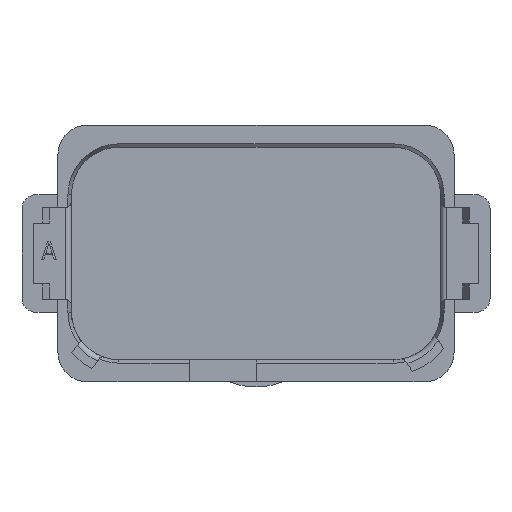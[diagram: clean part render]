
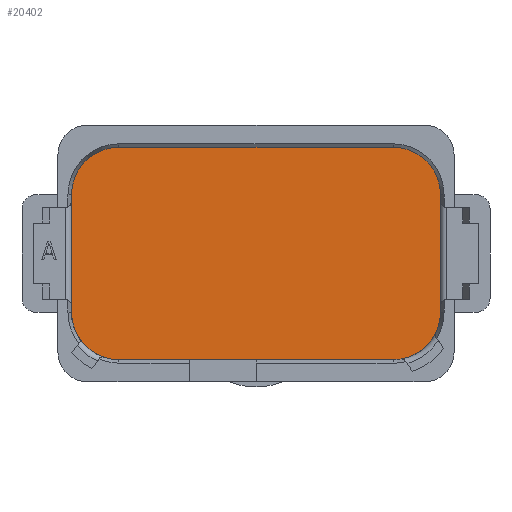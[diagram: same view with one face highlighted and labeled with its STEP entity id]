
A CAD part, front view. The second image highlights one B-rep face of the part: STEP entity #20402.
In plain terms, the highlighted planar face has unit normal (0, -1, 0).
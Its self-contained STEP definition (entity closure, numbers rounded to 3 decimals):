
#1400=CARTESIAN_POINT('',(-11.85,24.5,-5.075));
#1401=DIRECTION('',(0.,1.,0.));
#1402=DIRECTION('',(0.,0.,-1.));
#1403=AXIS2_PLACEMENT_3D('',#1400,#1401,#1402);
#1405=DIRECTION('',(0.,0.,1.));
#1406=VECTOR('',#1405,10.15);
#1407=CARTESIAN_POINT('',(-15.95,24.5,-5.075));
#1408=LINE('',#1407,#1406);
#1409=CARTESIAN_POINT('',(-11.85,24.5,5.075));
#1410=DIRECTION('',(0.,1.,0.));
#1411=DIRECTION('',(-1.,0.,0.));
#1412=AXIS2_PLACEMENT_3D('',#1409,#1410,#1411);
#1414=DIRECTION('',(1.,0.,0.));
#1415=VECTOR('',#1414,23.7);
#1416=CARTESIAN_POINT('',(-11.85,24.5,9.175));
#1417=LINE('',#1416,#1415);
#1418=CARTESIAN_POINT('',(11.85,24.5,5.075));
#1419=DIRECTION('',(0.,1.,0.));
#1420=DIRECTION('',(0.,0.,1.));
#1421=AXIS2_PLACEMENT_3D('',#1418,#1419,#1420);
#1423=DIRECTION('',(0.,0.,-1.));
#1424=VECTOR('',#1423,10.15);
#1425=CARTESIAN_POINT('',(15.95,24.5,5.075));
#1426=LINE('',#1425,#1424);
#1427=CARTESIAN_POINT('',(11.85,24.5,-5.075));
#1428=DIRECTION('',(0.,1.,0.));
#1429=DIRECTION('',(1.,0.,0.));
#1430=AXIS2_PLACEMENT_3D('',#1427,#1428,#1429);
#1432=DIRECTION('',(-1.,0.,0.));
#1433=VECTOR('',#1432,23.7);
#1434=CARTESIAN_POINT('',(11.85,24.5,-9.175));
#1435=LINE('',#1434,#1433);
#14408=CARTESIAN_POINT('',(-15.95,24.5,5.075));
#14409=VERTEX_POINT('',#14408);
#14410=CARTESIAN_POINT('',(-15.95,24.5,-5.075));
#14411=VERTEX_POINT('',#14410);
#14421=CARTESIAN_POINT('',(-11.85,24.5,-9.175));
#14422=VERTEX_POINT('',#14421);
#14429=CARTESIAN_POINT('',(-11.85,24.5,9.175));
#14430=VERTEX_POINT('',#14429);
#14431=CARTESIAN_POINT('',(11.85,24.5,9.175));
#14432=VERTEX_POINT('',#14431);
#14433=CARTESIAN_POINT('',(15.95,24.5,5.075));
#14434=VERTEX_POINT('',#14433);
#14435=CARTESIAN_POINT('',(15.95,24.5,-5.075));
#14436=VERTEX_POINT('',#14435);
#14437=CARTESIAN_POINT('',(11.85,24.5,-9.175));
#14438=VERTEX_POINT('',#14437);
#20383=CARTESIAN_POINT('',(0.,24.5,0.));
#20384=DIRECTION('',(0.,-1.,0.));
#20385=DIRECTION('',(-1.,0.,0.));
#20386=AXIS2_PLACEMENT_3D('',#20383,#20384,#20385);
#20387=PLANE('',#20386);
#20388=ORIENTED_EDGE('',*,*,#20270,.T.);
#20389=ORIENTED_EDGE('',*,*,#19089,.T.);
#20391=ORIENTED_EDGE('',*,*,#20390,.T.);
#20393=ORIENTED_EDGE('',*,*,#20392,.T.);
#20395=ORIENTED_EDGE('',*,*,#20394,.T.);
#20396=ORIENTED_EDGE('',*,*,#19748,.T.);
#20398=ORIENTED_EDGE('',*,*,#20397,.T.);
#20399=ORIENTED_EDGE('',*,*,#20176,.T.);
#20400=EDGE_LOOP('',(#20388,#20389,#20391,#20393,#20395,#20396,#20398,#20399));
#20401=FACE_OUTER_BOUND('',#20400,.F.);
#20402=ADVANCED_FACE('',(#20401),#20387,.T.);
#1404=CIRCLE('',#1403,4.1);
#1413=CIRCLE('',#1412,4.1);
#1422=CIRCLE('',#1421,4.1);
#1431=CIRCLE('',#1430,4.1);
#19089=EDGE_CURVE('',#14411,#14409,#1408,.T.);
#19748=EDGE_CURVE('',#14434,#14436,#1426,.T.);
#20176=EDGE_CURVE('',#14438,#14422,#1435,.T.);
#20270=EDGE_CURVE('',#14422,#14411,#1404,.T.);
#20390=EDGE_CURVE('',#14409,#14430,#1413,.T.);
#20392=EDGE_CURVE('',#14430,#14432,#1417,.T.);
#20394=EDGE_CURVE('',#14432,#14434,#1422,.T.);
#20397=EDGE_CURVE('',#14436,#14438,#1431,.T.);
